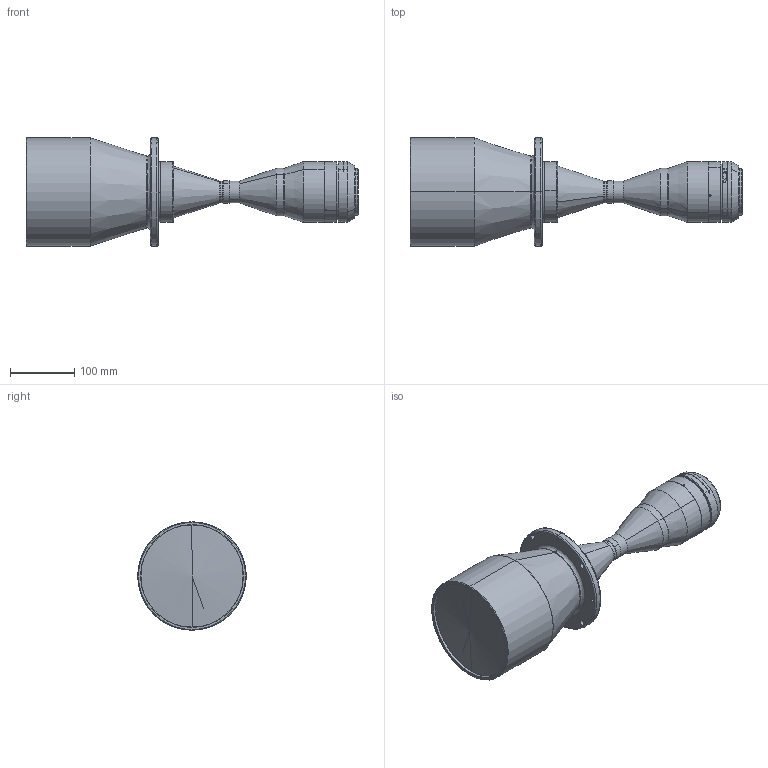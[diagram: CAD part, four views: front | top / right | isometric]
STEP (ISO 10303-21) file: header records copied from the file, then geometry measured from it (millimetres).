
FILE_DESCRIPTION (( 'STEP AP203' ), '1' );
FILE_NAME ('DTCM16K-136-AL.STEP', '2018-10-22T09:43:20', ( 'frank' ), ( '' ), 'SwSTEP 2.0', 'SolidWorks 2012', '' );
FILE_SCHEMA (( 'CONFIG_CONTROL_DESIGN' ));
Length unit declared in the file: millimetre
Products named in the file (1): DTCM16K-136-AL
Bounding box: 517.55 x 169 x 169 mm (x, y, z)
Volume: 5206095.8 mm3; surface area: 236997.3 mm2
Topology: 1 solids, 2 shells, 166 faces, 403 edges, 247 vertices
Faces by surface type: cylinder 73, cone 53, plane 24, bspline 16
Entity records: 5894 total; most frequent: CARTESIAN_POINT 1940, DIRECTION 849, ORIENTED_EDGE 794, EDGE_CURVE 397, AXIS2_PLACEMENT_3D 352, VERTEX_POINT 247, CIRCLE 201, EDGE_LOOP 198
